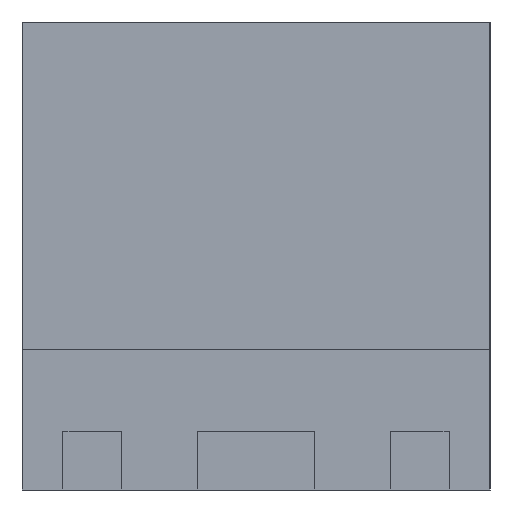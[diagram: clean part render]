
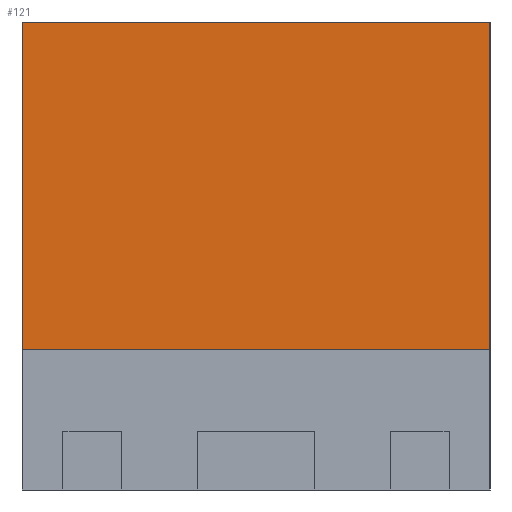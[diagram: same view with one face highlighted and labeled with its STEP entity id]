
A CAD part, left-side view. The second image highlights one B-rep face of the part: STEP entity #121.
In plain terms, the highlighted planar face has unit normal (-1, 0, 0).
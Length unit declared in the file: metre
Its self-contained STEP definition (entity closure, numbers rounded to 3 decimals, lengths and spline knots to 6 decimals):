
#121 = ADVANCED_FACE( '', ( #293 ), #294, .F. );
#293 = FACE_OUTER_BOUND( '', #528, .T. );
#294 = PLANE( '', #529 );
#528 = EDGE_LOOP( '', ( #732, #733, #734, #735 ) );
#529 = AXIS2_PLACEMENT_3D( '', #736, #737, #738 );
#732 = ORIENTED_EDGE( '', *, *, #1277, .T. );
#733 = ORIENTED_EDGE( '', *, *, #1278, .F. );
#734 = ORIENTED_EDGE( '', *, *, #1279, .F. );
#735 = ORIENTED_EDGE( '', *, *, #1280, .T. );
#736 = CARTESIAN_POINT( '', ( -0.00275, 0., 0.004 ) );
#737 = DIRECTION( '', ( 1., 0., 0. ) );
#738 = DIRECTION( '', ( 0., 1., 0. ) );
#1277 = EDGE_CURVE( '', #1490, #1491, #1492, .T. );
#1278 = EDGE_CURVE( '', #1493, #1491, #1494, .T. );
#1279 = EDGE_CURVE( '', #1495, #1493, #1496, .T. );
#1280 = EDGE_CURVE( '', #1495, #1490, #1497, .T. );
#1490 = VERTEX_POINT( '', #1799 );
#1491 = VERTEX_POINT( '', #1800 );
#1492 = LINE( '', #1801, #1802 );
#1493 = VERTEX_POINT( '', #1803 );
#1494 = LINE( '', #1804, #1805 );
#1495 = VERTEX_POINT( '', #1806 );
#1496 = LINE( '', #1807, #1808 );
#1497 = LINE( '', #1809, #1810 );
#1799 = CARTESIAN_POINT( '', ( -0.00275, 0.002, 0.0012 ) );
#1800 = CARTESIAN_POINT( '', ( -0.00275, -0.002, 0.0012 ) );
#1801 = CARTESIAN_POINT( '', ( -0.00275, 0., 0.0012 ) );
#1802 = VECTOR( '', #2238, 1. );
#1803 = CARTESIAN_POINT( '', ( -0.00275, -0.002, 0.004 ) );
#1804 = CARTESIAN_POINT( '', ( -0.00275, -0.002, 0.004 ) );
#1805 = VECTOR( '', #2239, 1. );
#1806 = CARTESIAN_POINT( '', ( -0.00275, 0.002, 0.004 ) );
#1807 = CARTESIAN_POINT( '', ( -0.00275, 0., 0.004 ) );
#1808 = VECTOR( '', #2240, 1. );
#1809 = CARTESIAN_POINT( '', ( -0.00275, 0.002, 0.004 ) );
#1810 = VECTOR( '', #2241, 1. );
#2238 = DIRECTION( '', ( 0., -1., 0. ) );
#2239 = DIRECTION( '', ( 0., 0., -1. ) );
#2240 = DIRECTION( '', ( 0., -1., 0. ) );
#2241 = DIRECTION( '', ( 0., 0., -1. ) );
